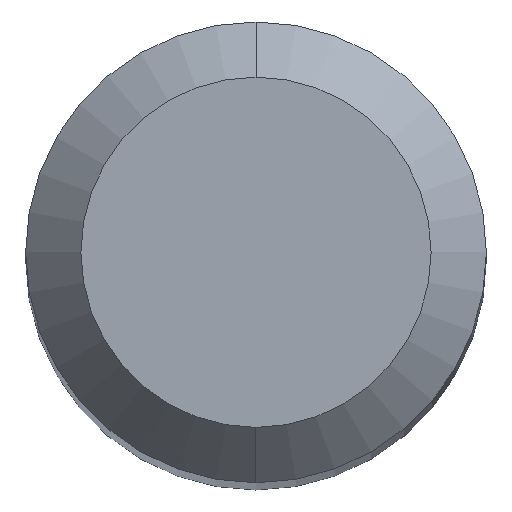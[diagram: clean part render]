
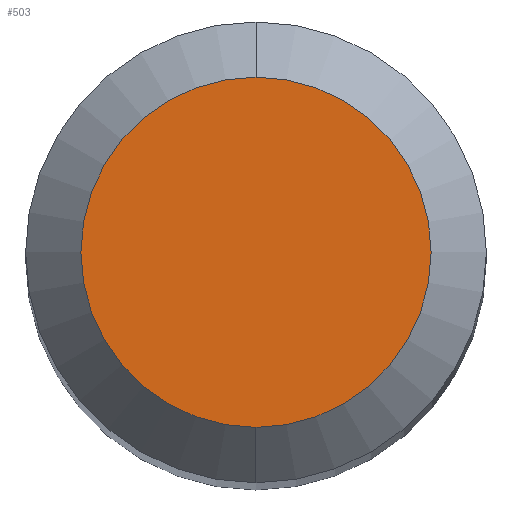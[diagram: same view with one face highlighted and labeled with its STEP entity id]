
A CAD part, top view. The second image highlights one B-rep face of the part: STEP entity #503.
In plain terms, the highlighted planar face has unit normal (0, 0, 1).
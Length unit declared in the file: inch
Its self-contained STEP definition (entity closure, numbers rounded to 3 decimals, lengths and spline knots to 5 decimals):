
#15 = DIRECTION ( 'NONE',  ( 0., 0., 1. ) ) ;
#24 = DIRECTION ( 'NONE',  ( 0., 1., 0. ) ) ;
#33 = ORIENTED_EDGE ( 'NONE', *, *, #112, .T. ) ;
#78 = CARTESIAN_POINT ( 'NONE',  ( 0., -0.0475, 0. ) ) ;
#112 = EDGE_CURVE ( 'NONE', #387, #265, #471, .T. ) ;
#151 = AXIS2_PLACEMENT_3D ( 'NONE', #432, #237, #393 ) ;
#205 = CARTESIAN_POINT ( 'NONE',  ( 0., 0., 0. ) ) ;
#225 = AXIS2_PLACEMENT_3D ( 'NONE', #455, #256, #24 ) ;
#237 = DIRECTION ( 'NONE',  ( 0., 0., 1. ) ) ;
#238 = CARTESIAN_POINT ( 'NONE',  ( 0., 0.0475, 0. ) ) ;
#256 = DIRECTION ( 'NONE',  ( 0., 0., -1. ) ) ;
#265 = VERTEX_POINT ( 'NONE', #238 ) ;
#351 = AXIS2_PLACEMENT_3D ( 'NONE', #205, #15, #365 ) ;
#365 = DIRECTION ( 'NONE',  ( 0., -1., 0. ) ) ;
#367 = FACE_OUTER_BOUND ( 'NONE', #457, .T. ) ;
#379 = CIRCLE ( 'NONE', #151, 0.0475 ) ;
#384 = ORIENTED_EDGE ( 'NONE', *, *, #434, .T. ) ;
#387 = VERTEX_POINT ( 'NONE', #78 ) ;
#393 = DIRECTION ( 'NONE',  ( 0., -1., 0. ) ) ;
#414 = PLANE ( 'NONE',  #225 ) ;
#432 = CARTESIAN_POINT ( 'NONE',  ( 0., 0., 0. ) ) ;
#434 = EDGE_CURVE ( 'NONE', #265, #387, #379, .T. ) ;
#455 = CARTESIAN_POINT ( 'NONE',  ( 0., 0.0475, 0. ) ) ;
#457 = EDGE_LOOP ( 'NONE', ( #384, #33 ) ) ;
#471 = CIRCLE ( 'NONE', #351, 0.0475 ) ;
#503 = ADVANCED_FACE ( 'NONE', ( #367 ), #414, .F. ) ;
